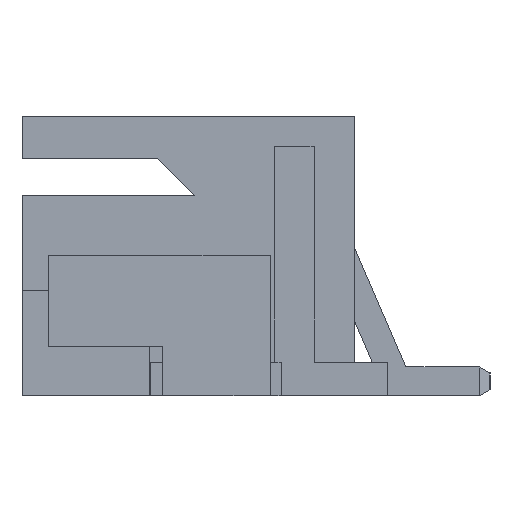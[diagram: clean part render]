
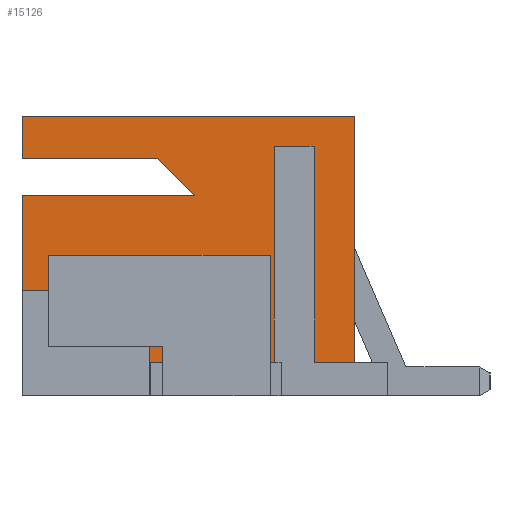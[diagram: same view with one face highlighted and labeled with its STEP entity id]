
A CAD part, left-side view. The second image highlights one B-rep face of the part: STEP entity #15126.
In plain terms, the highlighted planar face has unit normal (-1, 0, 0).
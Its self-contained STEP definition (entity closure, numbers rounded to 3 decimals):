
#1116=ORIENTED_EDGE('',*,*,#3517,.T.);
#1117=ORIENTED_EDGE('',*,*,#4092,.T.);
#1118=ORIENTED_EDGE('',*,*,#4093,.T.);
#1119=ORIENTED_EDGE('',*,*,#4094,.T.);
#1120=ORIENTED_EDGE('',*,*,#4086,.T.);
#1121=ORIENTED_EDGE('',*,*,#3601,.T.);
#1122=ORIENTED_EDGE('',*,*,#3627,.F.);
#1123=ORIENTED_EDGE('',*,*,#3623,.F.);
#1124=ORIENTED_EDGE('',*,*,#4095,.T.);
#1125=ORIENTED_EDGE('',*,*,#4096,.T.);
#1126=ORIENTED_EDGE('',*,*,#4097,.T.);
#1127=ORIENTED_EDGE('',*,*,#4098,.T.);
#1128=ORIENTED_EDGE('',*,*,#4099,.T.);
#1129=ORIENTED_EDGE('',*,*,#3619,.F.);
#1130=ORIENTED_EDGE('',*,*,#4100,.T.);
#1131=ORIENTED_EDGE('',*,*,#4101,.T.);
#1132=ORIENTED_EDGE('',*,*,#4102,.T.);
#1133=ORIENTED_EDGE('',*,*,#3642,.F.);
#1134=ORIENTED_EDGE('',*,*,#4103,.F.);
#1135=ORIENTED_EDGE('',*,*,#3509,.T.);
#3509=EDGE_CURVE('',#5076,#5075,#6082,.T.);
#3517=EDGE_CURVE('',#5075,#5082,#6090,.T.);
#3601=EDGE_CURVE('',#5164,#5163,#6174,.T.);
#3619=EDGE_CURVE('',#5178,#5174,#6192,.T.);
#3623=EDGE_CURVE('',#5179,#5181,#6196,.T.);
#3627=EDGE_CURVE('',#5181,#5163,#6200,.T.);
#3642=EDGE_CURVE('',#5196,#5197,#6215,.T.);
#4086=EDGE_CURVE('',#5515,#5164,#6659,.T.);
#4092=EDGE_CURVE('',#5082,#5519,#6665,.T.);
#4093=EDGE_CURVE('',#5519,#5520,#6666,.T.);
#4094=EDGE_CURVE('',#5520,#5515,#6667,.T.);
#4095=EDGE_CURVE('',#5179,#5521,#6668,.T.);
#4096=EDGE_CURVE('',#5521,#5522,#6669,.T.);
#4097=EDGE_CURVE('',#5522,#5523,#6670,.T.);
#4098=EDGE_CURVE('',#5523,#5524,#6671,.T.);
#4099=EDGE_CURVE('',#5524,#5174,#6672,.T.);
#4100=EDGE_CURVE('',#5178,#5525,#6673,.T.);
#4101=EDGE_CURVE('',#5525,#5526,#6674,.T.);
#4102=EDGE_CURVE('',#5526,#5197,#6675,.T.);
#4103=EDGE_CURVE('',#5076,#5196,#6676,.T.);
#5075=VERTEX_POINT('',#18792);
#5076=VERTEX_POINT('',#18794);
#5082=VERTEX_POINT('',#18808);
#5163=VERTEX_POINT('',#18977);
#5164=VERTEX_POINT('',#18979);
#5174=VERTEX_POINT('',#19006);
#5178=VERTEX_POINT('',#19014);
#5179=VERTEX_POINT('',#19021);
#5181=VERTEX_POINT('',#19024);
#5196=VERTEX_POINT('',#19060);
#5197=VERTEX_POINT('',#19062);
#5515=VERTEX_POINT('',#19922);
#5519=VERTEX_POINT('',#19933);
#5520=VERTEX_POINT('',#19935);
#5521=VERTEX_POINT('',#19938);
#5522=VERTEX_POINT('',#19940);
#5523=VERTEX_POINT('',#19942);
#5524=VERTEX_POINT('',#19944);
#5525=VERTEX_POINT('',#19947);
#5526=VERTEX_POINT('',#19949);
#6082=LINE('',#18793,#7375);
#6090=LINE('',#18809,#7383);
#6174=LINE('',#18978,#7467);
#6192=LINE('',#19015,#7485);
#6196=LINE('',#19023,#7489);
#6200=LINE('',#19030,#7493);
#6215=LINE('',#19061,#7508);
#6659=LINE('',#19921,#7952);
#6665=LINE('',#19932,#7958);
#6666=LINE('',#19934,#7959);
#6667=LINE('',#19936,#7960);
#6668=LINE('',#19937,#7961);
#6669=LINE('',#19939,#7962);
#6670=LINE('',#19941,#7963);
#6671=LINE('',#19943,#7964);
#6672=LINE('',#19945,#7965);
#6673=LINE('',#19946,#7966);
#6674=LINE('',#19948,#7967);
#6675=LINE('',#19950,#7968);
#6676=LINE('',#19951,#7969);
#7375=VECTOR('',#16292,1000.);
#7383=VECTOR('',#16302,1000.);
#7467=VECTOR('',#16394,1000.);
#7485=VECTOR('',#16420,1000.);
#7489=VECTOR('',#16428,1000.);
#7493=VECTOR('',#16434,1000.);
#7508=VECTOR('',#16453,1000.);
#7952=VECTOR('',#17093,1000.);
#7958=VECTOR('',#17101,1000.);
#7959=VECTOR('',#17102,1000.);
#7960=VECTOR('',#17103,1000.);
#7961=VECTOR('',#17104,1000.);
#7962=VECTOR('',#17105,1000.);
#7963=VECTOR('',#17106,1000.);
#7964=VECTOR('',#17107,1000.);
#7965=VECTOR('',#17108,1000.);
#7966=VECTOR('',#17109,1000.);
#7967=VECTOR('',#17110,1000.);
#7968=VECTOR('',#17111,1000.);
#7969=VECTOR('',#17112,1000.);
#8771=EDGE_LOOP('',(#1116,#1117,#1118,#1119,#1120,#1121,#1122,#1123,#1124,
#1125,#1126,#1127,#1128,#1129,#1130,#1131,#1132,#1133,#1134,#1135));
#9446=FACE_BOUND('',#8771,.T.);
#10121=PLANE('',#15786);
#15126=ADVANCED_FACE('',(#9446),#10121,.F.);
#15786=AXIS2_PLACEMENT_3D('',#19931,#17099,#17100);
#16292=DIRECTION('',(0.,1.,0.));
#16302=DIRECTION('',(0.,0.,-1.));
#16394=DIRECTION('',(0.,-1.,0.));
#16420=DIRECTION('',(0.,1.,0.));
#16428=DIRECTION('',(0.,1.,0.));
#16434=DIRECTION('',(0.,0.,-1.));
#16453=DIRECTION('',(0.,1.,0.));
#17093=DIRECTION('',(0.,0.,-1.));
#17099=DIRECTION('',(1.,0.,0.));
#17100=DIRECTION('',(0.,0.,-1.));
#17101=DIRECTION('',(0.,-1.,0.));
#17102=DIRECTION('',(0.,-0.707,-0.707));
#17103=DIRECTION('',(0.,1.,0.));
#17104=DIRECTION('',(0.,0.,1.));
#17105=DIRECTION('',(0.,1.,0.));
#17106=DIRECTION('',(0.,0.,1.));
#17107=DIRECTION('',(0.,-1.,0.));
#17108=DIRECTION('',(0.,0.,-1.));
#17109=DIRECTION('',(0.,0.,1.));
#17110=DIRECTION('',(0.,-1.,0.));
#17111=DIRECTION('',(0.,0.,-1.));
#17112=DIRECTION('',(0.,0.,-1.));
#18792=CARTESIAN_POINT('',(-18.885,9.906,5.918));
#18793=CARTESIAN_POINT('',(-18.885,2.87,5.918));
#18794=CARTESIAN_POINT('',(-18.885,2.87,5.918));
#18808=CARTESIAN_POINT('',(-18.885,9.906,5.029));
#18809=CARTESIAN_POINT('',(-18.885,9.906,0.711));
#18977=CARTESIAN_POINT('',(-18.885,7.188,0.));
#18978=CARTESIAN_POINT('',(-18.885,9.906,0.));
#18979=CARTESIAN_POINT('',(-18.885,9.906,0.));
#19006=CARTESIAN_POINT('',(-18.885,4.65,0.711));
#19014=CARTESIAN_POINT('',(-18.885,4.563,0.711));
#19015=CARTESIAN_POINT('',(-18.885,2.87,0.711));
#19021=CARTESIAN_POINT('',(-18.885,6.934,0.711));
#19023=CARTESIAN_POINT('',(-18.885,2.87,0.711));
#19024=CARTESIAN_POINT('',(-18.885,7.188,0.711));
#19030=CARTESIAN_POINT('',(-18.885,7.188,0.711));
#19060=CARTESIAN_POINT('',(-18.885,2.87,0.711));
#19061=CARTESIAN_POINT('',(-18.885,2.87,0.711));
#19062=CARTESIAN_POINT('',(-18.885,3.724,0.711));
#19921=CARTESIAN_POINT('',(-18.885,9.906,0.711));
#19922=CARTESIAN_POINT('',(-18.885,9.906,4.245));
#19931=CARTESIAN_POINT('',(-18.885,9.906,0.711));
#19932=CARTESIAN_POINT('',(-18.885,9.906,5.029));
#19933=CARTESIAN_POINT('',(-18.885,7.033,5.029));
#19934=CARTESIAN_POINT('',(-18.885,6.31,4.307));
#19935=CARTESIAN_POINT('',(-18.885,6.248,4.245));
#19936=CARTESIAN_POINT('',(-18.885,9.906,4.245));
#19937=CARTESIAN_POINT('',(-18.885,6.934,0.));
#19938=CARTESIAN_POINT('',(-18.885,6.934,1.041));
#19939=CARTESIAN_POINT('',(-18.885,6.934,1.041));
#19940=CARTESIAN_POINT('',(-18.885,9.349,1.041));
#19941=CARTESIAN_POINT('',(-18.885,9.349,1.041));
#19942=CARTESIAN_POINT('',(-18.885,9.349,2.972));
#19943=CARTESIAN_POINT('',(-18.885,9.349,2.972));
#19944=CARTESIAN_POINT('',(-18.885,4.65,2.972));
#19945=CARTESIAN_POINT('',(-18.885,4.65,2.972));
#19946=CARTESIAN_POINT('',(-18.885,4.563,0.711));
#19947=CARTESIAN_POINT('',(-18.885,4.563,5.283));
#19948=CARTESIAN_POINT('',(-18.885,9.906,5.283));
#19949=CARTESIAN_POINT('',(-18.885,3.724,5.283));
#19950=CARTESIAN_POINT('',(-18.885,3.724,0.711));
#19951=CARTESIAN_POINT('',(-18.885,2.87,5.918));
